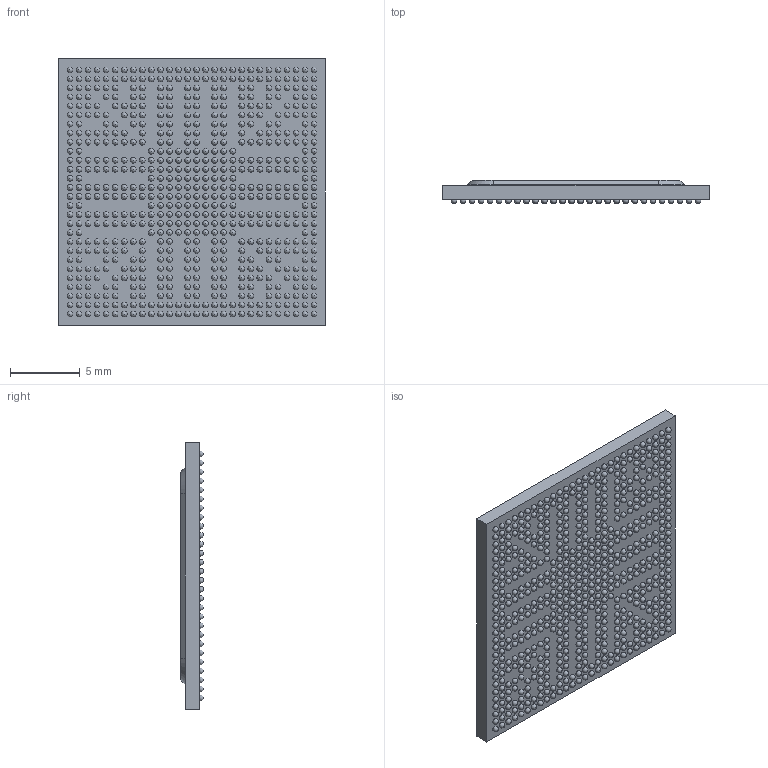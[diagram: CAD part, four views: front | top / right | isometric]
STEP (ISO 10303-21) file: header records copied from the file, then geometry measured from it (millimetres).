
FILE_DESCRIPTION (( 'STEP AP214' ), '1' );
FILE_NAME ('FCBGA636L.STEP', '2024-02-11T10:58:09', ( '' ), ( '' ), 'SwSTEP 2.0', 'SolidWorks 2020', '' );
FILE_SCHEMA (( 'AUTOMOTIVE_DESIGN' ));
Length unit declared in the file: millimetre
Products named in the file (1): FCBGA636L
Bounding box: 19.15 x 1.68 x 19.15 mm (x, y, z)
Volume: 473.2 mm3; surface area: 999.9 mm2
Topology: 1 solids, 1 shells, 800 faces, 2966 edges, 2184 vertices
Faces by surface type: sphere 636, plane 81, bspline 62, cylinder 9, torus 8, cone 4
Full cylindrical faces by diameter (mm): 0.752 x1
Entity records: 29385 total; most frequent: CARTESIAN_POINT 6544, DIRECTION 3081, ORIENTED_EDGE 2114, EDGE_LOOP 1453, AXIS2_PLACEMENT_3D 1409, FACE_BOUND 1288, EDGE_CURVE 1057, VERTEX_POINT 912
